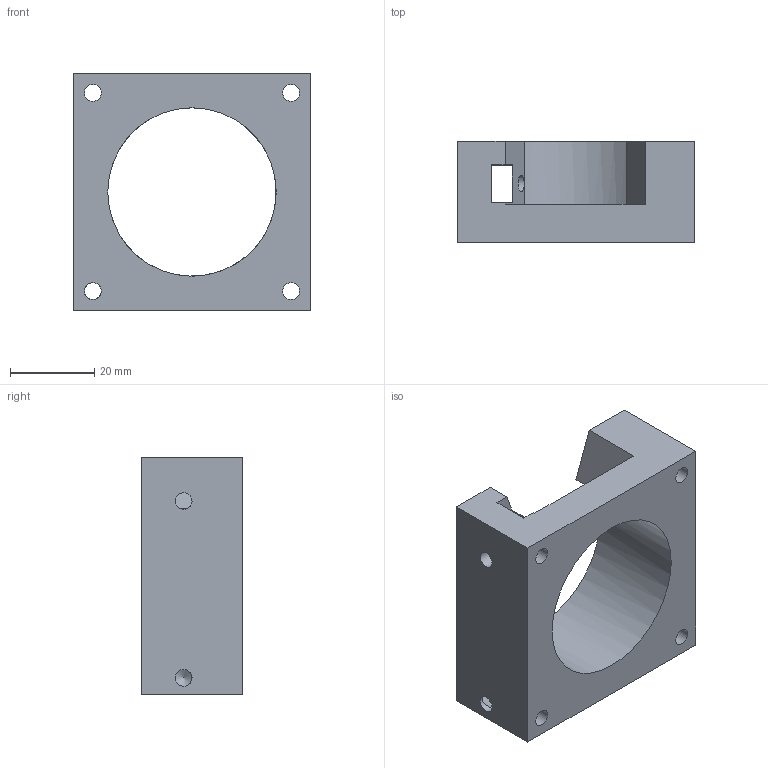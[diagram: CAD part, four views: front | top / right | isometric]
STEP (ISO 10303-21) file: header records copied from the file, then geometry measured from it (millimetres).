
FILE_DESCRIPTION(/* description */ (''),/* implementation_level */ '2;1');
FILE_NAME(/* name */ '00_NEMA23_holder.ipt.step',/* time_stamp */ '2022-11-29T07:46:34+01:00',/* author */ ('diederichbenedict'),/* organization */ (''),/* preprocessor_version */ 'ST-DEVELOPER v18.1',/* originating_system */ 'Autodesk Inventor 2022',/* authorisation */ '');
FILE_SCHEMA (('AUTOMOTIVE_DESIGN { 1 0 10303 214 3 1 1 }'));
Length unit declared in the file: millimetre
Products named in the file (1): 00_NEMA23_holder
Bounding box: 56.4 x 24 x 56.4 mm (x, y, z)
Volume: 37268.1 mm3; surface area: 14145.1 mm2
Topology: 1 solids, 1 shells, 34 faces, 116 edges, 77 vertices
Faces by surface type: plane 19, cylinder 14, cone 1
Full cylindrical faces by diameter (mm): 4 x8, 8 x4, 40 x1
Entity records: 1491 total; most frequent: CARTESIAN_POINT 342, ORIENTED_EDGE 230, DIRECTION 215, EDGE_CURVE 115, VERTEX_POINT 77, AXIS2_PLACEMENT_3D 73, LINE 69, VECTOR 69
